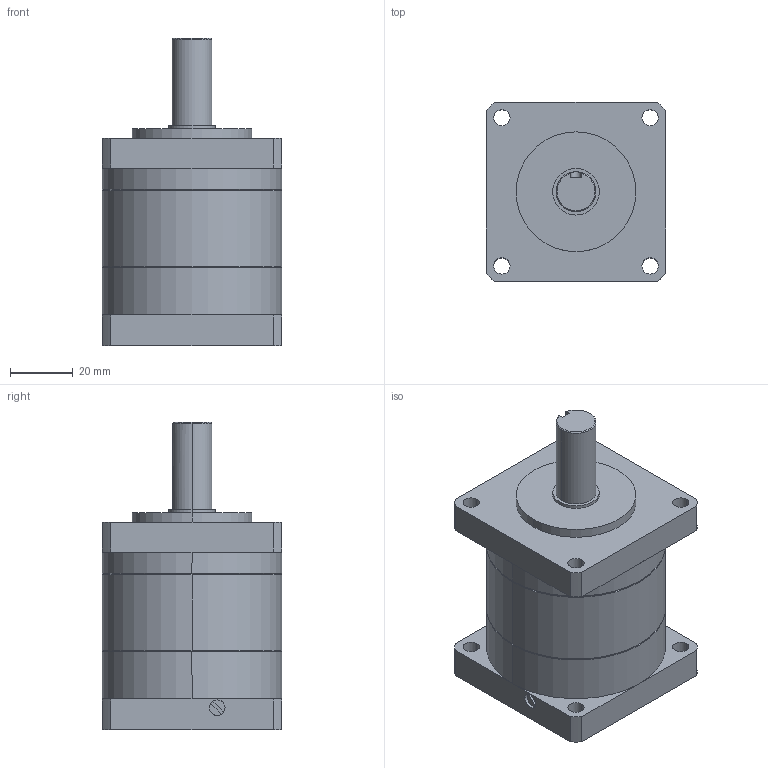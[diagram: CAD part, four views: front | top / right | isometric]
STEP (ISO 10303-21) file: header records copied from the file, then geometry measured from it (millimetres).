
FILE_DESCRIPTION (( 'STEP AP214' ), '1' );
FILE_NAME ('HSHG23 1 Stage.STEP', '2020-03-08T10:53:11', ( '' ), ( '' ), 'SwSTEP 2.0', 'SolidWorks 2018', '' );
FILE_SCHEMA (( 'AUTOMOTIVE_DESIGN' ));
Length unit declared in the file: millimetre
Products named in the file (1): HSHG23 1 Stage
Bounding box: 57 x 57 x 97.8 mm (x, y, z)
Volume: 177353.2 mm3; surface area: 31855.1 mm2
Topology: 2 solids, 2 shells, 145 faces, 346 edges, 221 vertices
Faces by surface type: plane 69, cylinder 61, cone 11, torus 4
Entity records: 4936 total; most frequent: CARTESIAN_POINT 923, DIRECTION 780, ORIENTED_EDGE 692, EDGE_CURVE 346, AXIS2_PLACEMENT_3D 298, VERTEX_POINT 221, VECTOR 184, LINE 184
